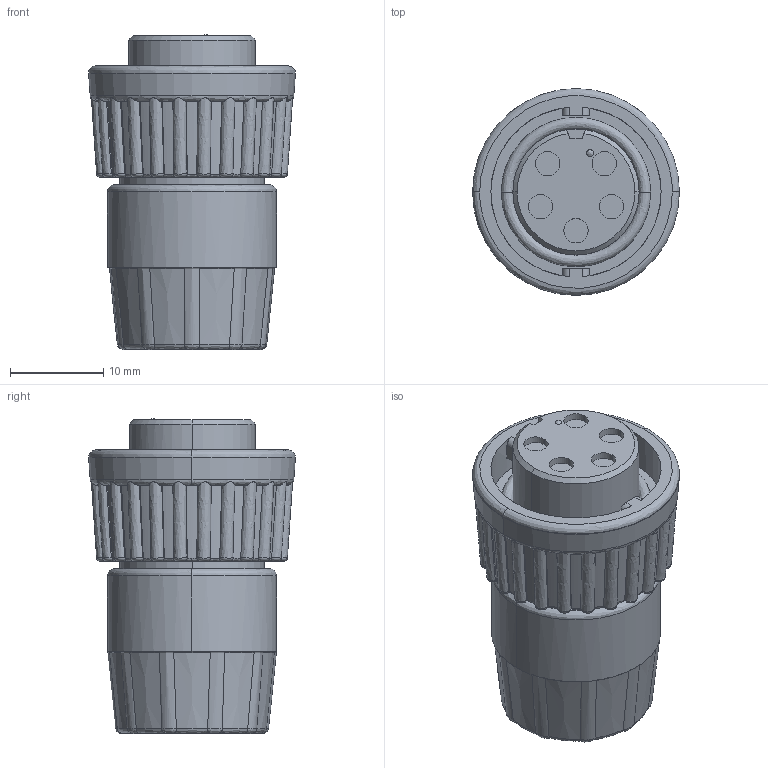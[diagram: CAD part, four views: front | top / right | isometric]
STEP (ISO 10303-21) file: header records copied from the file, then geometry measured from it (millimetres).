
FILE_DESCRIPTION (( 'STEP AP203' ), '1' );
FILE_NAME ('3380-5SG-321.STEP', '2014-01-23T17:05:58', ( '21FPBF1' ), ( 'Conxall' ), 'SwSTEP 2.0', 'SolidWorks 2012', '' );
FILE_SCHEMA (( 'CONFIG_CONTROL_DESIGN' ));
Length unit declared in the file: inch
Products named in the file (1): 3380-5SG-321
Bounding box: 22.23 x 22.23 x 33.88 mm (x, y, z)
Volume: 8228.4 mm3; surface area: 3505.5 mm2
Topology: 1 solids, 1 shells, 293 faces, 788 edges, 510 vertices
Faces by surface type: bspline 162, plane 60, cone 41, cylinder 30
Entity records: 14379 total; most frequent: CARTESIAN_POINT 8587, ORIENTED_EDGE 1576, EDGE_CURVE 788, DIRECTION 740, VERTEX_POINT 510, B_SPLINE_CURVE_WITH_KNOTS 361, AXIS2_PLACEMENT_3D 325, EDGE_LOOP 306
